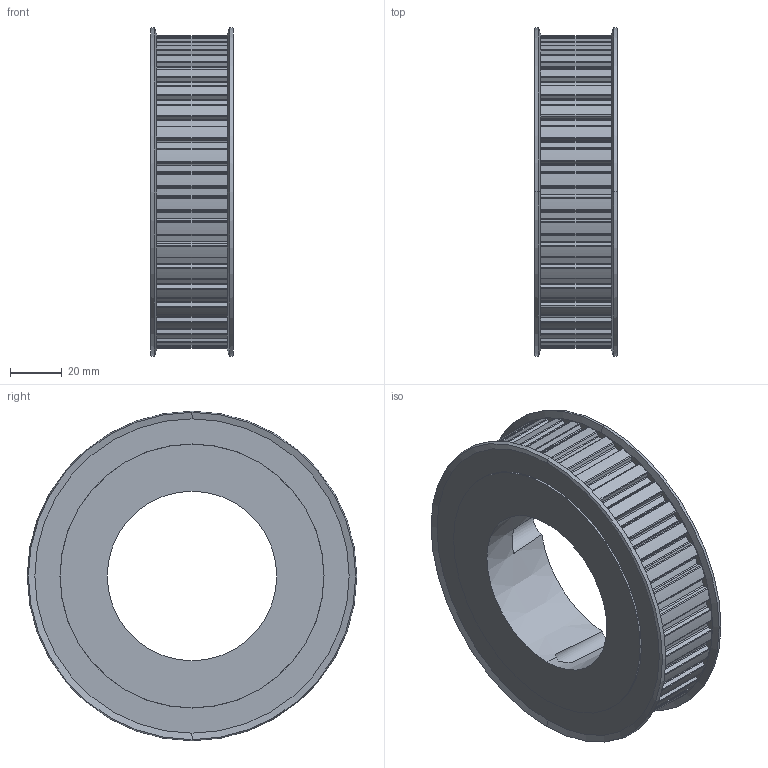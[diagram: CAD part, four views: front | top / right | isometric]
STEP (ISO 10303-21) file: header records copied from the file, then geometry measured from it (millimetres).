
FILE_DESCRIPTION (( 'STEP AP214' ), '1' );
FILE_NAME ('STL40L100AF-2012.STEP', '2019-07-31T15:52:50', ( '' ), ( '' ), 'SwSTEP 2.0', 'SolidWorks 2018', '' );
FILE_SCHEMA (( 'AUTOMOTIVE_DESIGN' ));
Length unit declared in the file: millimetre
Products named in the file (1): STL40L100AF-2012
Bounding box: 31.88 x 126.92 x 126.92 mm (x, y, z)
Volume: 236836 mm3; surface area: 44813.8 mm2
Topology: 1 solids, 1 shells, 391 faces, 1146 edges, 759 vertices
Faces by surface type: cylinder 244, plane 129, cone 18
Entity records: 13460 total; most frequent: DIRECTION 2421, CARTESIAN_POINT 2365, ORIENTED_EDGE 2284, EDGE_CURVE 1142, AXIS2_PLACEMENT_3D 901, VERTEX_POINT 759, LINE 619, VECTOR 619
